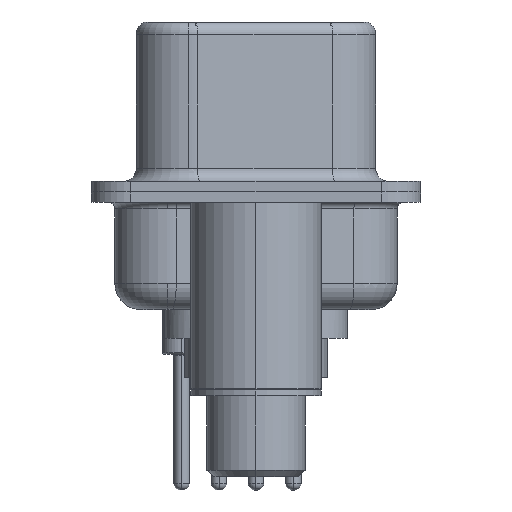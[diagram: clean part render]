
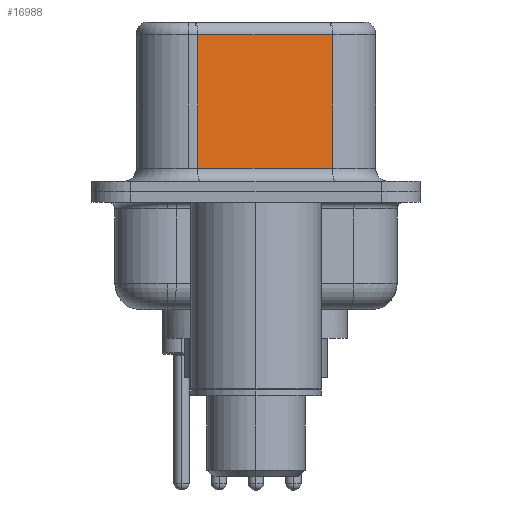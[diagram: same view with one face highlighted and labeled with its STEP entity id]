
A CAD part, left-side view. The second image highlights one B-rep face of the part: STEP entity #16988.
In plain terms, the highlighted planar face has unit normal (-0.985, -0.174, 0).
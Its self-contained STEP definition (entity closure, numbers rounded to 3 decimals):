
#978 = VECTOR ( 'NONE', #11782, 1000. ) ;
#1111 = LINE ( 'NONE', #14573, #2112 ) ;
#1922 = VERTEX_POINT ( 'NONE', #4320 ) ;
#2112 = VECTOR ( 'NONE', #18519, 1000. ) ;
#2537 = FACE_OUTER_BOUND ( 'NONE', #2624, .T. ) ;
#2624 = EDGE_LOOP ( 'NONE', ( #5593, #6440, #4339, #12494 ) ) ;
#4083 = CARTESIAN_POINT ( 'NONE',  ( 3.67, 2.233, 0.9 ) ) ;
#4320 = CARTESIAN_POINT ( 'NONE',  ( 4.58, -2.927, 6.02 ) ) ;
#4339 = ORIENTED_EDGE ( 'NONE', *, *, #7174, .T. ) ;
#5257 = LINE ( 'NONE', #5284, #978 ) ;
#5284 = CARTESIAN_POINT ( 'NONE',  ( 3.67, 2.233, 6.52 ) ) ;
#5593 = ORIENTED_EDGE ( 'NONE', *, *, #14788, .F. ) ;
#6059 = VERTEX_POINT ( 'NONE', #18721 ) ;
#6395 = VECTOR ( 'NONE', #16613, 1000. ) ;
#6440 = ORIENTED_EDGE ( 'NONE', *, *, #16189, .T. ) ;
#6923 = PLANE ( 'NONE',  #10353 ) ;
#7174 = EDGE_CURVE ( 'NONE', #14351, #10751, #5257, .T. ) ;
#8591 = DIRECTION ( 'NONE',  ( 0.985, 0.174, 0. ) ) ;
#9671 = DIRECTION ( 'NONE',  ( -0.174, 0.985, 0. ) ) ;
#10353 = AXIS2_PLACEMENT_3D ( 'NONE', #18187, #8591, #19907 ) ;
#10422 = LINE ( 'NONE', #19379, #19045 ) ;
#10551 = CARTESIAN_POINT ( 'NONE',  ( 3.67, 2.233, 6.02 ) ) ;
#10751 = VERTEX_POINT ( 'NONE', #4083 ) ;
#11173 = EDGE_CURVE ( 'NONE', #10751, #6059, #1111, .T. ) ;
#11712 = CARTESIAN_POINT ( 'NONE',  ( 4.58, -2.927, 6.52 ) ) ;
#11782 = DIRECTION ( 'NONE',  ( 0., 0., -1. ) ) ;
#12494 = ORIENTED_EDGE ( 'NONE', *, *, #11173, .T. ) ;
#14351 = VERTEX_POINT ( 'NONE', #10551 ) ;
#14573 = CARTESIAN_POINT ( 'NONE',  ( 4.58, -2.927, 0.9 ) ) ;
#14788 = EDGE_CURVE ( 'NONE', #1922, #6059, #20871, .T. ) ;
#16189 = EDGE_CURVE ( 'NONE', #1922, #14351, #10422, .T. ) ;
#16613 = DIRECTION ( 'NONE',  ( 0., 0., -1. ) ) ;
#16988 = ADVANCED_FACE ( 'NONE', ( #2537 ), #6923, .F. ) ;
#18187 = CARTESIAN_POINT ( 'NONE',  ( 4.58, -2.927, 6.52 ) ) ;
#18519 = DIRECTION ( 'NONE',  ( 0.174, -0.985, 0. ) ) ;
#18721 = CARTESIAN_POINT ( 'NONE',  ( 4.58, -2.927, 0.9 ) ) ;
#19045 = VECTOR ( 'NONE', #9671, 1000. ) ;
#19379 = CARTESIAN_POINT ( 'NONE',  ( 4.58, -2.927, 6.02 ) ) ;
#19907 = DIRECTION ( 'NONE',  ( -0.174, 0.985, 0. ) ) ;
#20871 = LINE ( 'NONE', #11712, #6395 ) ;
